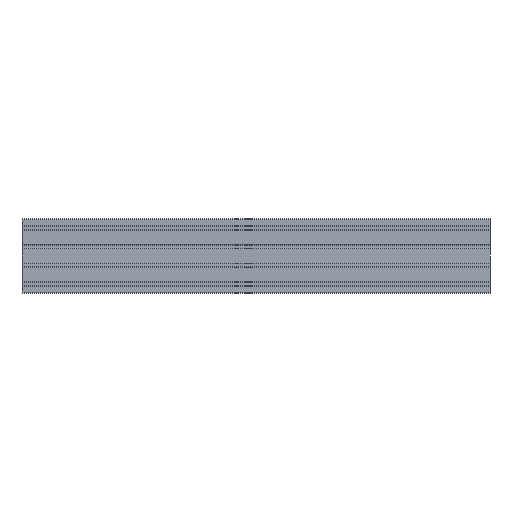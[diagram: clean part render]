
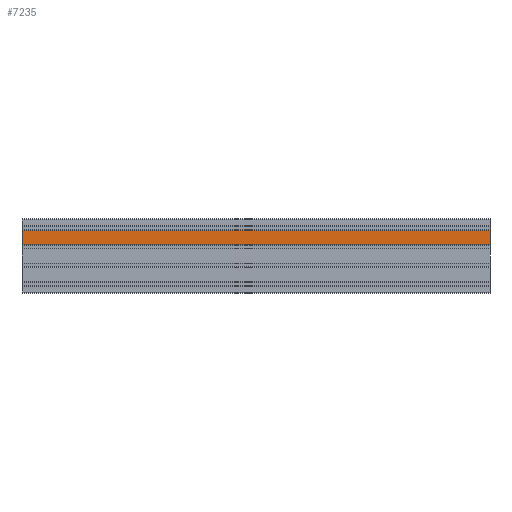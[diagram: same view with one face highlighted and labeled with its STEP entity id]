
A CAD part, left-side view. The second image highlights one B-rep face of the part: STEP entity #7235.
In plain terms, the highlighted planar face has unit normal (-1, 0, 0).
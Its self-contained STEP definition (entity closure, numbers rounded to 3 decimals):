
#7177=CARTESIAN_POINT('',(-37.,0.0,135.));
#7178=VERTEX_POINT('',#7177);
#7187=CARTESIAN_POINT('',(-37.0,1000.0,135.));
#7188=VERTEX_POINT('',#7187);
#7196=CARTESIAN_POINT('',(-37.,0.0,135.));
#7197=DIRECTION('',(0.0,1.0,0.0));
#7198=VECTOR('',#7197,1000.0);
#7199=LINE('',#7196,#7198);
#7200=EDGE_CURVE('',#7178,#7188,#7199,.T.);
#7205=CARTESIAN_POINT('',(-37.,0.0,105.));
#7206=DIRECTION('',(-1.0,0.0,0.0));
#7207=DIRECTION('',(0.0,0.0,1.0));
#7208=AXIS2_PLACEMENT_3D('',#7205,#7206,#7207);
#7209=PLANE('',#7208);
#7210=CARTESIAN_POINT('',(-37.,0.0,105.));
#7211=VERTEX_POINT('',#7210);
#7212=CARTESIAN_POINT('',(-37.,0.0,135.));
#7213=DIRECTION('',(0.0,0.0,-1.0));
#7214=VECTOR('',#7213,30.0);
#7215=LINE('',#7212,#7214);
#7216=EDGE_CURVE('',#7178,#7211,#7215,.T.);
#7217=ORIENTED_EDGE('',*,*,#7216,.F.);
#7218=ORIENTED_EDGE('',*,*,#7200,.T.);
#7219=CARTESIAN_POINT('',(-37.,1000.0,105.));
#7220=VERTEX_POINT('',#7219);
#7221=CARTESIAN_POINT('',(-37.,1000.0,105.));
#7222=DIRECTION('',(0.0,0.0,1.0));
#7223=VECTOR('',#7222,30.0);
#7224=LINE('',#7221,#7223);
#7225=EDGE_CURVE('',#7220,#7188,#7224,.T.);
#7226=ORIENTED_EDGE('',*,*,#7225,.F.);
#7227=CARTESIAN_POINT('',(-37.,0.0,105.));
#7228=DIRECTION('',(0.0,1.0,0.0));
#7229=VECTOR('',#7228,1000.0);
#7230=LINE('',#7227,#7229);
#7231=EDGE_CURVE('',#7211,#7220,#7230,.T.);
#7232=ORIENTED_EDGE('',*,*,#7231,.F.);
#7233=EDGE_LOOP('',(#7217,#7218,#7226,#7232));
#7234=FACE_OUTER_BOUND('',#7233,.T.);
#7235=ADVANCED_FACE('',(#7234),#7209,.T.);
